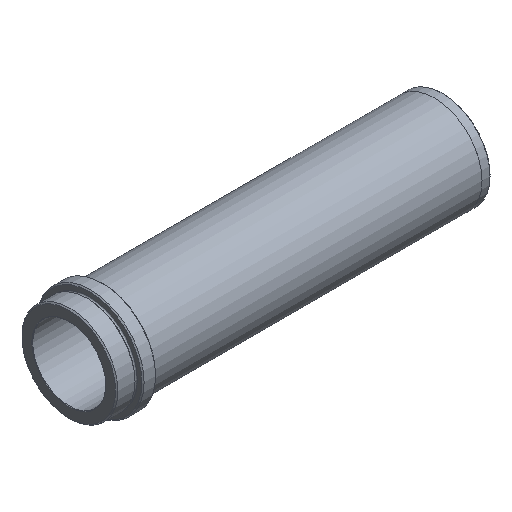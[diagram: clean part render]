
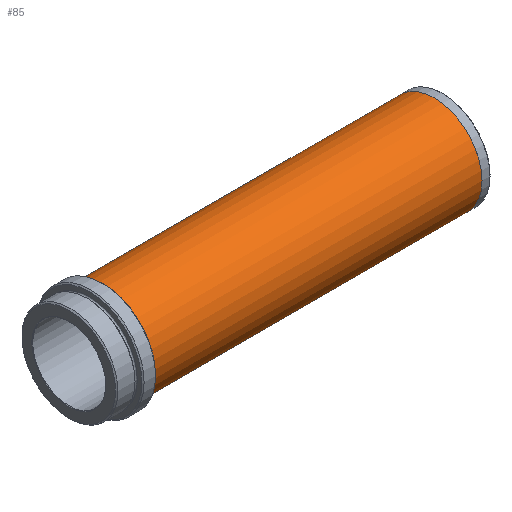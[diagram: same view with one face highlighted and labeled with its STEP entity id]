
A CAD part, isometric view. The second image highlights one B-rep face of the part: STEP entity #85.
In plain terms, the highlighted cylindrical face has radius 21 mm (diameter 42 mm), a full revolution.
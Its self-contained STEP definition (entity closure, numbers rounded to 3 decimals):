
#85 = ADVANCED_FACE( '', ( #123, #124 ), #125, .T. );
#123 = FACE_OUTER_BOUND( '', #183, .T. );
#124 = FACE_OUTER_BOUND( '', #184, .T. );
#125 = CYLINDRICAL_SURFACE( '', #185, 21. );
#183 = EDGE_LOOP( '', ( #259 ) );
#184 = EDGE_LOOP( '', ( #260 ) );
#185 = AXIS2_PLACEMENT_3D( '', #261, #262, #263 );
#259 = ORIENTED_EDGE( '', *, *, #333, .F. );
#260 = ORIENTED_EDGE( '', *, *, #334, .T. );
#261 = CARTESIAN_POINT( '', ( 280., 0., 0. ) );
#262 = DIRECTION( '', ( 1., 0., 0. ) );
#263 = DIRECTION( '', ( 0., 0., 1. ) );
#333 = EDGE_CURVE( '', #367, #367, #368, .T. );
#334 = EDGE_CURVE( '', #369, #369, #370, .T. );
#367 = VERTEX_POINT( '', #407 );
#368 = CIRCLE( '', #408, 21. );
#369 = VERTEX_POINT( '', #409 );
#370 = CIRCLE( '', #410, 21. );
#407 = CARTESIAN_POINT( '', ( 16., 0., 21. ) );
#408 = AXIS2_PLACEMENT_3D( '', #461, #462, #463 );
#409 = CARTESIAN_POINT( '', ( 160., 0., 21. ) );
#410 = AXIS2_PLACEMENT_3D( '', #464, #465, #466 );
#461 = CARTESIAN_POINT( '', ( 16., 0., 0. ) );
#462 = DIRECTION( '', ( -1., 0., 0. ) );
#463 = DIRECTION( '', ( 0., 0., 1. ) );
#464 = CARTESIAN_POINT( '', ( 160., 0., 0. ) );
#465 = DIRECTION( '', ( -1., 0., 0. ) );
#466 = DIRECTION( '', ( 0., 0., 1. ) );
